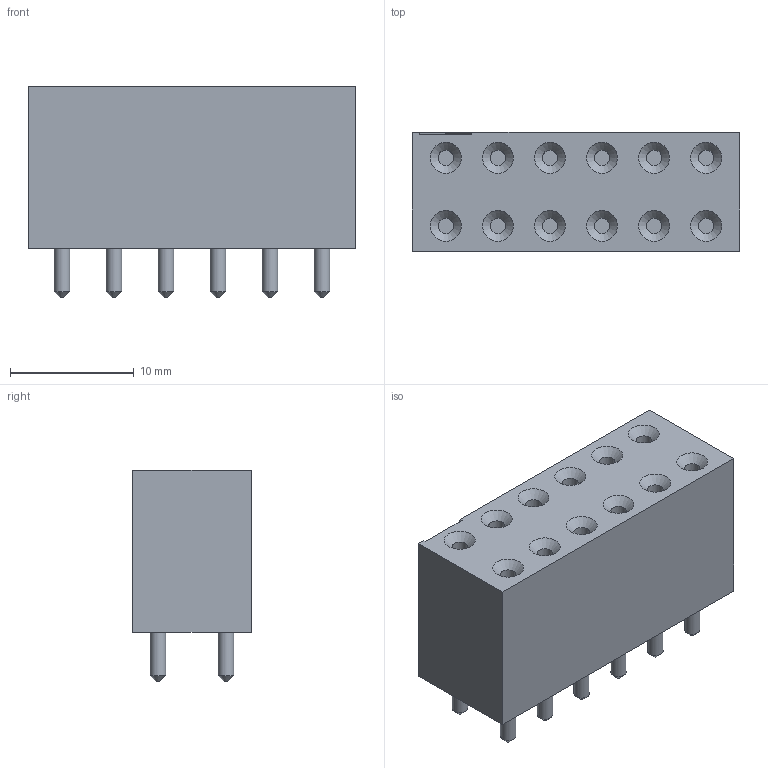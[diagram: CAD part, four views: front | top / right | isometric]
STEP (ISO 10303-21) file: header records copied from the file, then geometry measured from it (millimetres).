
FILE_DESCRIPTION(('FreeCAD Model'),'2;1');
FILE_NAME('365136.2.1.stp','2020-09-12T13:18:25',( 'Author'),(''),'Open CASCADE STEP processor 6.9','FreeCAD','Unknown' );
FILE_SCHEMA(('AUTOMOTIVE_DESIGN { 1 0 10303 214 1 1 1 1 }'));
Length unit declared in the file: millimetre
Products named in the file (3): ASSEMBLY; Body; LeadsArray
Assembly tree (2 placements, depth 2):
  ASSEMBLY
    Body
    LeadsArray
Bounding box: 26.4 x 9.6 x 17.1 mm (x, y, z)
Volume: 3244.8 mm3; surface area: 2257.6 mm2
Topology: 13 solids, 13 shells, 93 faces, 141 edges, 86 vertices
Faces by surface type: plane 45, cone 24, cylinder 24
Full cylindrical faces by diameter (mm): 1.25 x24
Entity records: 3983 total; most frequent: CARTESIAN_POINT 653, DIRECTION 639, ORIENTED_EDGE 282, PCURVE 282, DEFINITIONAL_REPRESENTATION 282, LINE 255, VECTOR 255, AXIS2_PLACEMENT_3D 168
